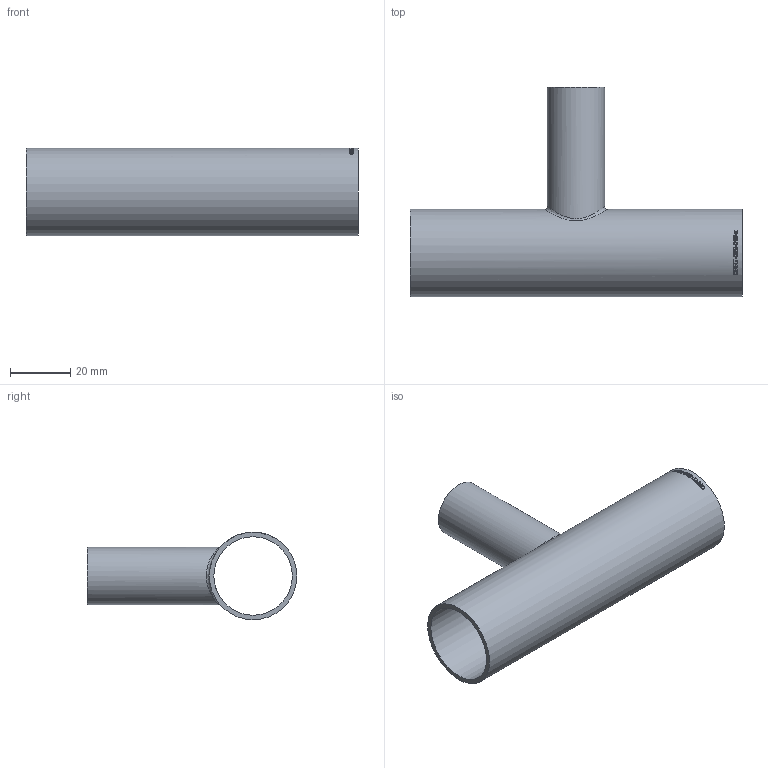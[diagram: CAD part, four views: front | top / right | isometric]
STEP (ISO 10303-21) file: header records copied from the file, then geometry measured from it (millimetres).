
FILE_DESCRIPTION (( 'STEP AP214' ), '1' );
FILE_NAME ('ORRT-029-019-x T-Stück reduziert 2004.STEP', '2020-04-07T08:20:12', ( '' ), ( '' ), 'SwSTEP 2.0', 'SolidWorks 2019', '' );
FILE_SCHEMA (( 'AUTOMOTIVE_DESIGN' ));
Length unit declared in the file: millimetre
Products named in the file (1): ORRT-029-019-x T-Stück reduziert 2004
Bounding box: 110 x 69.5 x 29 mm (x, y, z)
Volume: 17396.5 mm3; surface area: 23511.1 mm2
Topology: 1 solids, 1 shells, 180 faces, 469 edges, 312 vertices
Faces by surface type: bspline 101, plane 53, cylinder 26
Full cylindrical faces by diameter (mm): 16 x1, 19 x1, 26 x1, 29 x1
Entity records: 16655 total; most frequent: CARTESIAN_POINT 11321, ORIENTED_EDGE 914, EDGE_CURVE 457, DIRECTION 367, B_SPLINE_CURVE_WITH_KNOTS 314, VERTEX_POINT 308, EDGE_LOOP 211, FACE_OUTER_BOUND 185
